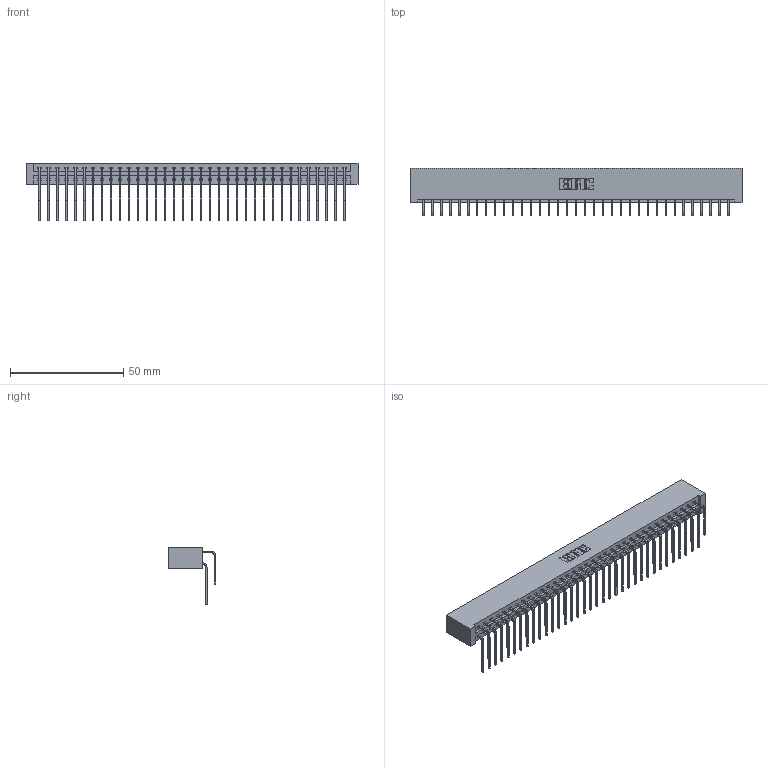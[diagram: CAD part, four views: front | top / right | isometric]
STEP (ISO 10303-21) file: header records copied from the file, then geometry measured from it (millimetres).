
FILE_DESCRIPTION (( 'STEP AP203' ), '1' );
FILE_NAME ('387-070-559-201.STEP', '2019-10-21T23:08:46', ( '' ), ( '' ), 'SwSTEP 2.0', 'SolidWorks 2016', '' );
FILE_SCHEMA (( 'CONFIG_CONTROL_DESIGN' ));
Length unit declared in the file: inch
Products named in the file (4): 345-292-001_559 Tail - 2; 337 Part_No Mounting Lugs; 387-070-559-201; 345-292-001_558 559 Tail - 1
Assembly tree (71 placements, depth 2):
  387-070-559-201
    337 Part_No Mounting Lugs
    345-292-001_558 559 Tail - 1  x35
    345-292-001_559 Tail - 2  x35
Bounding box: 146.56 x 20.9 x 25.53 mm (x, y, z)
Volume: 16516.8 mm3; surface area: 20688 mm2
Topology: 71 solids, 71 shells, 4026 faces, 11977 edges, 7890 vertices
Faces by surface type: plane 2866, cylinder 1160
Entity records: 29549 total; most frequent: CARTESIAN_POINT 5029, ORIENTED_EDGE 4914, DIRECTION 4265, EDGE_CURVE 2457, LINE 2297, VECTOR 2297, VERTEX_POINT 1634, AXIS2_PLACEMENT_3D 984
